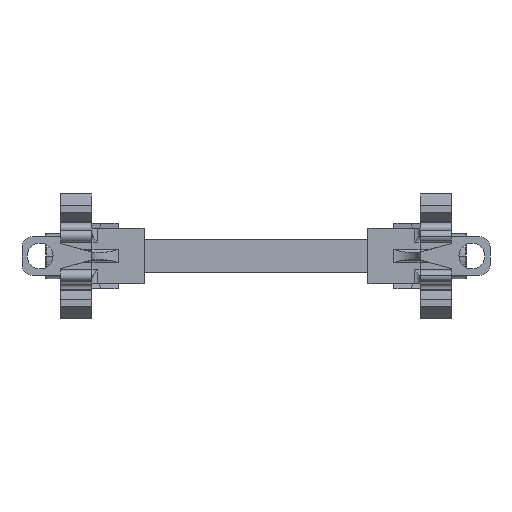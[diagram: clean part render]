
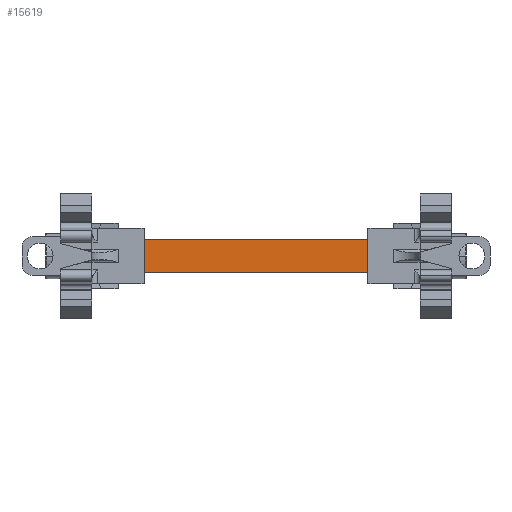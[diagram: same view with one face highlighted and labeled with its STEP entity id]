
A CAD part, front view. The second image highlights one B-rep face of the part: STEP entity #15619.
In plain terms, the highlighted planar face has unit normal (0, -1, 0).
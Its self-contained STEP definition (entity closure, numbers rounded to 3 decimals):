
#571 = AXIS2_PLACEMENT_3D ( 'NONE', #14657, #14678, #14683 ) ;
#2719 = LINE ( 'NONE', #2736, #13764 ) ;
#2726 = CARTESIAN_POINT ( 'NONE',  ( -76.272, -99.509, 212.721 ) ) ;
#2728 = CARTESIAN_POINT ( 'NONE',  ( -76.272, -99.509, 219.221 ) ) ;
#2730 = LINE ( 'NONE', #2728, #13734 ) ;
#2736 = CARTESIAN_POINT ( 'NONE',  ( -69.822, -99.509, 212.721 ) ) ;
#2749 = DIRECTION ( 'NONE',  ( 1., 0., 0. ) ) ;
#2750 = DIRECTION ( 'NONE',  ( 1., 0., 0. ) ) ;
#2758 = DIRECTION ( 'NONE',  ( 0., 0., -1. ) ) ;
#2760 = LINE ( 'NONE', #2726, #13753 ) ;
#3964 = VERTEX_POINT ( 'NONE', #16645 ) ;
#3972 = VERTEX_POINT ( 'NONE', #16608 ) ;
#4018 = VERTEX_POINT ( 'NONE', #16680 ) ;
#4038 = VERTEX_POINT ( 'NONE', #16727 ) ;
#5200 = ORIENTED_EDGE ( 'NONE', *, *, #10607, .F. ) ;
#5202 = ORIENTED_EDGE ( 'NONE', *, *, #10598, .F. ) ;
#5296 = ORIENTED_EDGE ( 'NONE', *, *, #10512, .F. ) ;
#5297 = ORIENTED_EDGE ( 'NONE', *, *, #10624, .T. ) ;
#8426 = EDGE_LOOP ( 'NONE', ( #5200, #5202, #5296, #5297 ) ) ;
#10512 = EDGE_CURVE ( 'NONE', #3972, #3964, #21563, .T. ) ;
#10598 = EDGE_CURVE ( 'NONE', #3964, #4018, #2730, .T. ) ;
#10607 = EDGE_CURVE ( 'NONE', #4018, #4038, #2719, .T. ) ;
#10624 = EDGE_CURVE ( 'NONE', #3972, #4038, #2760, .T. ) ;
#13673 = VECTOR ( 'NONE', #21509, 1000. ) ;
#13734 = VECTOR ( 'NONE', #2750, 1000. ) ;
#13753 = VECTOR ( 'NONE', #2749, 1000. ) ;
#13764 = VECTOR ( 'NONE', #2758, 1000. ) ;
#14657 = CARTESIAN_POINT ( 'NONE',  ( -76.272, -99.509, 212.721 ) ) ;
#14678 = DIRECTION ( 'NONE',  ( 0., 1., 0. ) ) ;
#14683 = DIRECTION ( 'NONE',  ( 0., 0., 1. ) ) ;
#14694 = FACE_OUTER_BOUND ( 'NONE', #8426, .T. ) ;
#14699 = PLANE ( 'NONE',  #571 ) ;
#15619 = ADVANCED_FACE ( 'NONE', ( #14694 ), #14699, .F. ) ;
#16608 = CARTESIAN_POINT ( 'NONE',  ( -112.822, -99.509, 212.721 ) ) ;
#16645 = CARTESIAN_POINT ( 'NONE',  ( -112.822, -99.509, 219.221 ) ) ;
#16680 = CARTESIAN_POINT ( 'NONE',  ( -69.822, -99.509, 219.221 ) ) ;
#16727 = CARTESIAN_POINT ( 'NONE',  ( -69.822, -99.509, 212.721 ) ) ;
#21509 = DIRECTION ( 'NONE',  ( 0., 0., 1. ) ) ;
#21563 = LINE ( 'NONE', #21579, #13673 ) ;
#21579 = CARTESIAN_POINT ( 'NONE',  ( -112.822, -99.509, 212.721 ) ) ;
